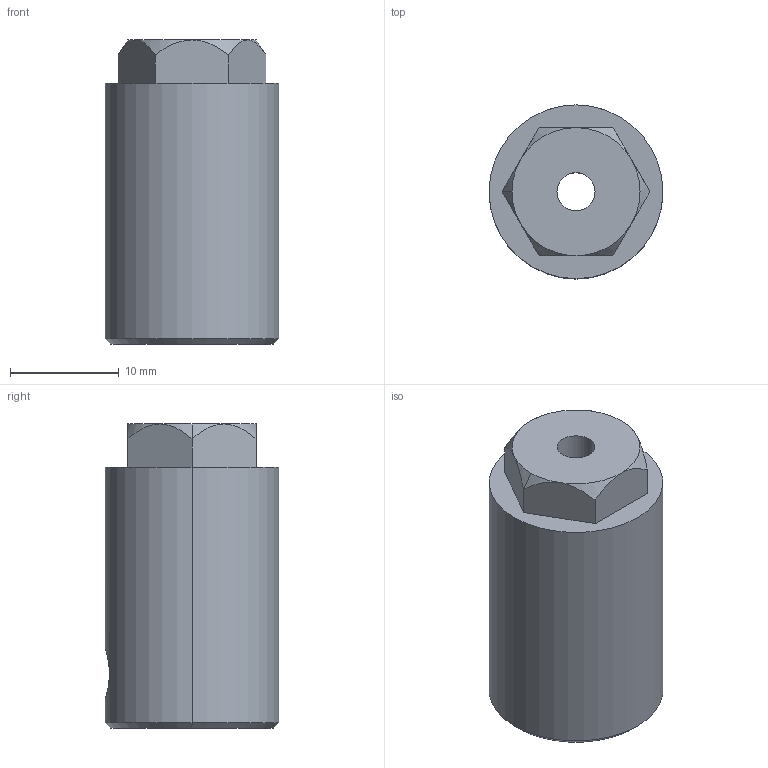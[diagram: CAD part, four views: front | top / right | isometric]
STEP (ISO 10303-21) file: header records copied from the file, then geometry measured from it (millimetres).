
FILE_DESCRIPTION(/* description */ (''),/* implementation_level */ '2;1');
FILE_NAME(/* name */ 'Tetrix_739278.ipt.stp',/* time_stamp */ '2014-12-18T17:47:53-08:00',/* author */ ('Autodesk Inc.'),/* organization */ ('Autodesk Inc.'),/* preprocessor_version */ 'ST-DEVELOPER v15.6',/* originating_system */ 'Autodesk Inventor 2015',/* authorisation */ '');
FILE_SCHEMA (('AUTOMOTIVE_DESIGN { 1 0 10303 214 3 1 1 }'));
Length unit declared in the file: millimetre
Products named in the file (1): Tetrix_739278
Bounding box: 16 x 16 x 28 mm (x, y, z)
Volume: 4789.8 mm3; surface area: 2155.3 mm2
Topology: 1 solids, 1 shells, 31 faces, 68 edges, 41 vertices
Faces by surface type: cone 11, plane 10, cylinder 8, bspline 2
Entity records: 1195 total; most frequent: CARTESIAN_POINT 471, ORIENTED_EDGE 136, DIRECTION 131, EDGE_CURVE 68, AXIS2_PLACEMENT_3D 53, VERTEX_POINT 41, EDGE_LOOP 37, STYLED_ITEM 32
